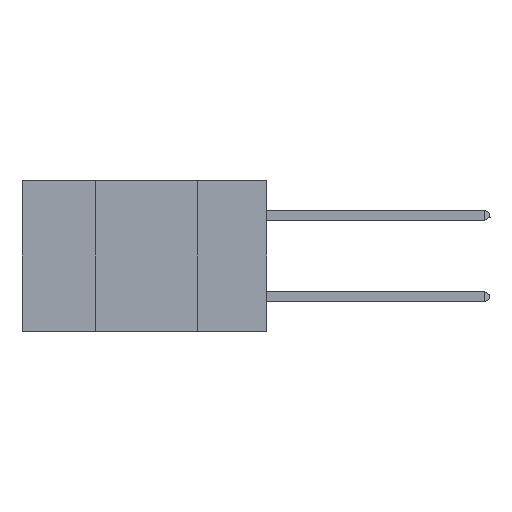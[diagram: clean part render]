
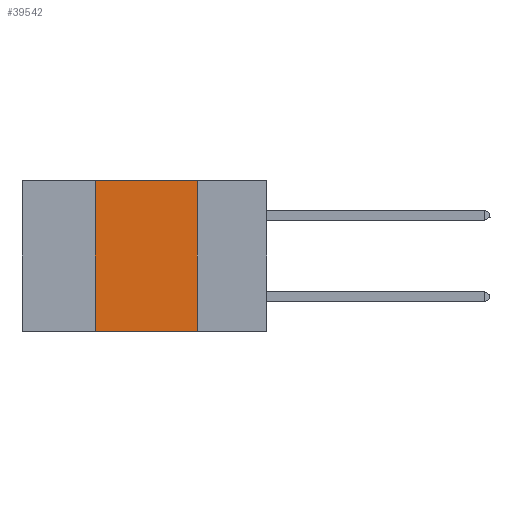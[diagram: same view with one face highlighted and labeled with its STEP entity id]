
A CAD part, left-side view. The second image highlights one B-rep face of the part: STEP entity #39542.
In plain terms, the highlighted planar face has unit normal (-1, 0, 0).
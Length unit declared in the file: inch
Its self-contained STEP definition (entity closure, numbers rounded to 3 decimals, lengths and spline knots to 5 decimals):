
#702 = DIRECTION ( 'NONE',  ( 0., -1., 0. ) ) ;
#3099 = DIRECTION ( 'NONE',  ( 0., 0., -1. ) ) ;
#4284 = CARTESIAN_POINT ( 'NONE',  ( 0., 0.42, -0.37 ) ) ;
#4966 = CARTESIAN_POINT ( 'NONE',  ( 0., 0.6, -0.37 ) ) ;
#6021 = VERTEX_POINT ( 'NONE', #26177 ) ;
#7086 = CARTESIAN_POINT ( 'NONE',  ( 0., 0.6, 0. ) ) ;
#7473 = CARTESIAN_POINT ( 'NONE',  ( 0., 0.17, -0.37 ) ) ;
#10707 = LINE ( 'NONE', #4966, #13537 ) ;
#12084 = VECTOR ( 'NONE', #21221, 39.37008 ) ;
#13537 = VECTOR ( 'NONE', #702, 39.37008 ) ;
#13738 = EDGE_LOOP ( 'NONE', ( #15978, #35169, #35012, #34203 ) ) ;
#15003 = CARTESIAN_POINT ( 'NONE',  ( 0., 0.42, 0. ) ) ;
#15978 = ORIENTED_EDGE ( 'NONE', *, *, #37453, .F. ) ;
#18130 = LINE ( 'NONE', #35126, #25063 ) ;
#21221 = DIRECTION ( 'NONE',  ( 0., 0., 1. ) ) ;
#21711 = EDGE_CURVE ( 'NONE', #35886, #31632, #10707, .T. ) ;
#22446 = DIRECTION ( 'NONE',  ( 1., 0., 0. ) ) ;
#22601 = DIRECTION ( 'NONE',  ( 0., -1., 0. ) ) ;
#25063 = VECTOR ( 'NONE', #25352, 39.37008 ) ;
#25352 = DIRECTION ( 'NONE',  ( 0., 0., -1. ) ) ;
#25952 = EDGE_CURVE ( 'NONE', #35886, #26382, #37359, .T. ) ;
#26177 = CARTESIAN_POINT ( 'NONE',  ( 0., 0.17, 0. ) ) ;
#26382 = VERTEX_POINT ( 'NONE', #15003 ) ;
#26477 = PLANE ( 'NONE',  #26528 ) ;
#26528 = AXIS2_PLACEMENT_3D ( 'NONE', #39649, #22446, #3099 ) ;
#26558 = VECTOR ( 'NONE', #22601, 39.37008 ) ;
#31632 = VERTEX_POINT ( 'NONE', #7473 ) ;
#34203 = ORIENTED_EDGE ( 'NONE', *, *, #21711, .T. ) ;
#35012 = ORIENTED_EDGE ( 'NONE', *, *, #25952, .F. ) ;
#35126 = CARTESIAN_POINT ( 'NONE',  ( 0., 0.17, 0. ) ) ;
#35169 = ORIENTED_EDGE ( 'NONE', *, *, #39829, .F. ) ;
#35886 = VERTEX_POINT ( 'NONE', #4284 ) ;
#37359 = LINE ( 'NONE', #40536, #12084 ) ;
#37453 = EDGE_CURVE ( 'NONE', #6021, #31632, #18130, .T. ) ;
#38811 = FACE_OUTER_BOUND ( 'NONE', #13738, .T. ) ;
#38963 = LINE ( 'NONE', #7086, #26558 ) ;
#39542 = ADVANCED_FACE ( 'NONE', ( #38811 ), #26477, .F. ) ;
#39649 = CARTESIAN_POINT ( 'NONE',  ( 0., 0.6, 0. ) ) ;
#39829 = EDGE_CURVE ( 'NONE', #26382, #6021, #38963, .T. ) ;
#40536 = CARTESIAN_POINT ( 'NONE',  ( 0., 0.42, 0. ) ) ;
